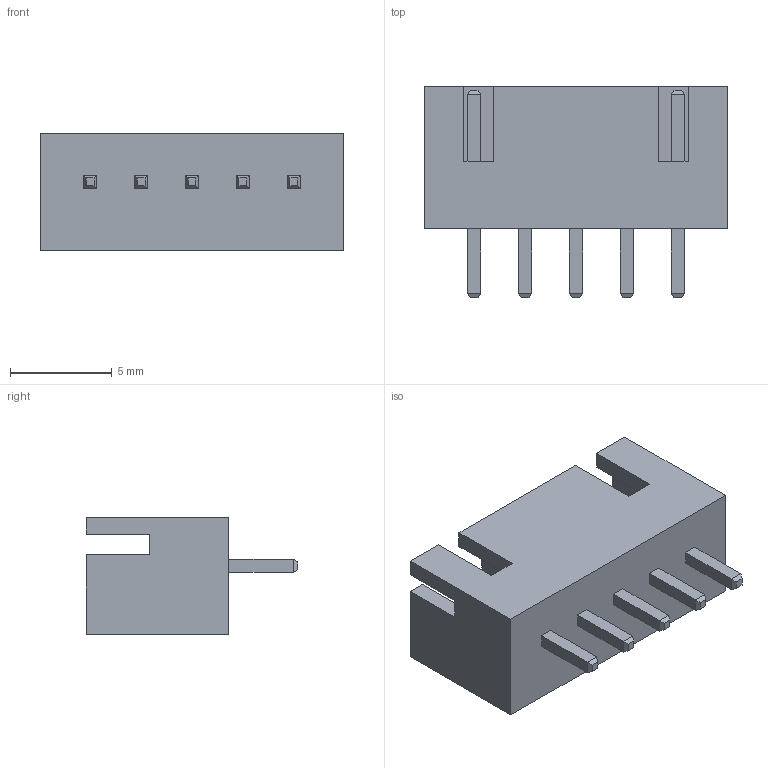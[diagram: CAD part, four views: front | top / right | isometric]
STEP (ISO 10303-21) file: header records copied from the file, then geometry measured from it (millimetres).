
FILE_DESCRIPTION (( 'STEP AP214' ), '1' );
FILE_NAME ('User Library-JST B5B-XH-A.STEP', '2016-06-19T10:37:59', ( 'Windows User' ), ( '' ), 'SwSTEP 2.0', 'SolidWorks 2016', '' );
FILE_SCHEMA (( 'AUTOMOTIVE_DESIGN' ));
Length unit declared in the file: millimetre
Products named in the file (1): User Library-JST B5B-XH-A
Bounding box: 14.9 x 10.4 x 5.75 mm (x, y, z)
Volume: 347.1 mm3; surface area: 718.3 mm2
Topology: 11 solids, 11 shells, 124 faces, 266 edges, 164 vertices
Faces by surface type: plane 124
Entity records: 3354 total; most frequent: CARTESIAN_POINT 555, ORIENTED_EDGE 532, DIRECTION 516, EDGE_CURVE 266, VECTOR 266, LINE 266, VERTEX_POINT 164, AXIS2_PLACEMENT_3D 125
